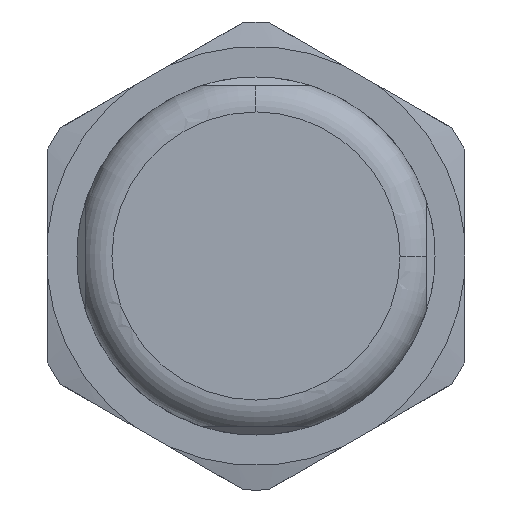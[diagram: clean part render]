
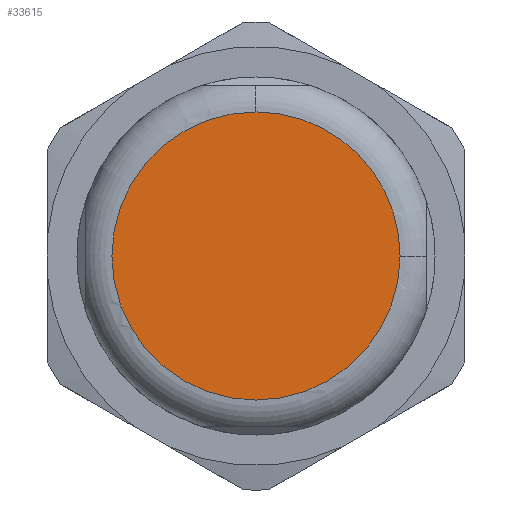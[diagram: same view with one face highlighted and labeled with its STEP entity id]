
A CAD part, front view. The second image highlights one B-rep face of the part: STEP entity #33615.
In plain terms, the highlighted planar face has unit normal (0, -1, 0).
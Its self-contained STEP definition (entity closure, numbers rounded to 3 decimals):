
#13614=CARTESIAN_POINT('',(0.,-38.55,0.));
#13615=DIRECTION('',(0.,-1.,0.));
#13616=DIRECTION('',(0.,0.,1.));
#13617=AXIS2_PLACEMENT_3D('',#13614,#13615,#13616);
#13696=CARTESIAN_POINT('',(0.,-38.55,0.));
#13697=DIRECTION('',(0.,-1.,0.));
#13698=DIRECTION('',(1.,0.,-0.005));
#13699=AXIS2_PLACEMENT_3D('',#13696,#13697,#13698);
#14170=CARTESIAN_POINT('',(0.,-38.55,8.25));
#14171=VERTEX_POINT('',#14170);
#14172=CARTESIAN_POINT('',(8.25,-38.55,
-0.044));
#14173=VERTEX_POINT('',#14172);
#33605=CARTESIAN_POINT('',(0.,-38.55,0.));
#33606=DIRECTION('',(0.,-1.,0.));
#33607=DIRECTION('',(-1.,0.,0.));
#33608=AXIS2_PLACEMENT_3D('',#33605,#33606,#33607);
#33609=PLANE('',#33608);
#33610=ORIENTED_EDGE('',*,*,#33584,.F.);
#33612=ORIENTED_EDGE('',*,*,#33611,.F.);
#33613=EDGE_LOOP('',(#33610,#33612));
#33614=FACE_OUTER_BOUND('',#33613,.F.);
#33615=ADVANCED_FACE('',(#33614),#33609,.T.);
#13618=CIRCLE('',#13617,8.25);
#13700=CIRCLE('',#13699,8.25);
#33584=EDGE_CURVE('',#14171,#14173,#13618,.T.);
#33611=EDGE_CURVE('',#14173,#14171,#13700,.T.);
